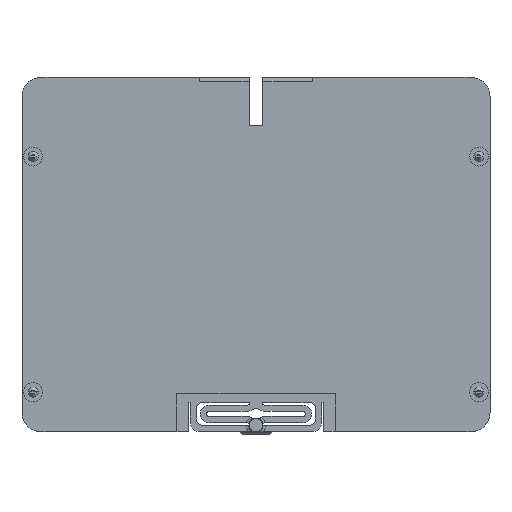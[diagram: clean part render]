
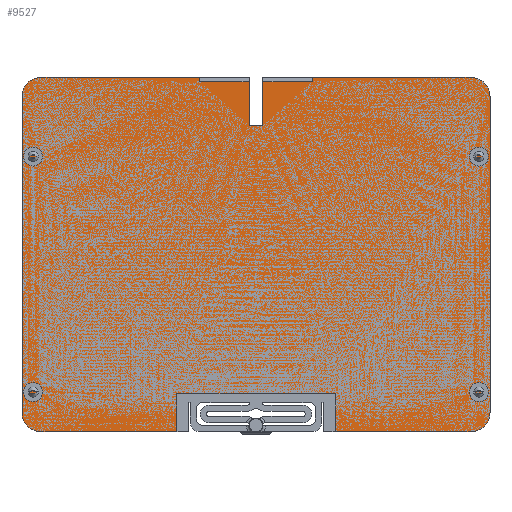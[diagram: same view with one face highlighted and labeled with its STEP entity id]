
A CAD part, top view. The second image highlights one B-rep face of the part: STEP entity #9527.
In plain terms, the highlighted planar face has unit normal (0, 0, 1).
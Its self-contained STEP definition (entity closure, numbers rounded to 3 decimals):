
#9252=CARTESIAN_POINT('',(68.,-36.,4.5));
#9253=VERTEX_POINT('',#9252);
#9254=CARTESIAN_POINT('',(17.783,-36.,4.5));
#9255=VERTEX_POINT('',#9254);
#9256=CARTESIAN_POINT('',(68.,-36.,4.5));
#9257=DIRECTION('',(-1.,-0.,0.));
#9258=VECTOR('',#9257,50.217);
#9259=LINE('',#9256,#9258);
#9260=EDGE_CURVE('',#9253,#9255,#9259,.T.);
#9316=CARTESIAN_POINT('',(2.197,-37.276,4.5));
#9317=VERTEX_POINT('',#9316);
#9324=CARTESIAN_POINT('',(17.783,-37.276,4.5));
#9325=VERTEX_POINT('',#9324);
#9326=CARTESIAN_POINT('',(17.783,-37.276,4.5));
#9327=DIRECTION('',(-1.,-0.,0.));
#9328=VECTOR('',#9327,15.586);
#9329=LINE('',#9326,#9328);
#9330=EDGE_CURVE('',#9325,#9317,#9329,.T.);
#9347=CARTESIAN_POINT('',(-68.,-148.,4.5));
#9348=VERTEX_POINT('',#9347);
#9349=CARTESIAN_POINT('',(-24.992,-148.,4.5));
#9350=VERTEX_POINT('',#9349);
#9351=CARTESIAN_POINT('',(-68.,-148.,4.5));
#9352=DIRECTION('',(1.,0.,0.));
#9353=VECTOR('',#9352,43.008);
#9354=LINE('',#9351,#9353);
#9355=EDGE_CURVE('',#9348,#9350,#9354,.T.);
#9383=CARTESIAN_POINT('',(0.,12.5,4.5));
#9384=DIRECTION('',(0.,0.,1.));
#9385=DIRECTION('',(1.,0.,0.));
#9386=AXIS2_PLACEMENT_3D('',#9383,#9384,#9385);
#9387=PLANE('',#9386);
#9388=CARTESIAN_POINT('',(-74.,-42.,4.5));
#9389=VERTEX_POINT('',#9388);
#9390=CARTESIAN_POINT('',(-74.,-142.,4.5));
#9391=VERTEX_POINT('',#9390);
#9392=CARTESIAN_POINT('',(-74.,-42.,4.5));
#9393=DIRECTION('',(0.,-1.,0.));
#9394=VECTOR('',#9393,100.);
#9395=LINE('',#9392,#9394);
#9396=EDGE_CURVE('',#9389,#9391,#9395,.T.);
#9397=ORIENTED_EDGE('',*,*,#9396,.T.);
#9398=CARTESIAN_POINT('',(-68.,-142.,4.5));
#9399=DIRECTION('',(0.,0.,1.));
#9400=DIRECTION('',(1.,0.,-0.));
#9401=AXIS2_PLACEMENT_3D('',#9398,#9399,#9400);
#9402=CIRCLE('',#9401,6.);
#9403=EDGE_CURVE('',#9391,#9348,#9402,.T.);
#9404=ORIENTED_EDGE('',*,*,#9403,.T.);
#9405=ORIENTED_EDGE('',*,*,#9355,.T.);
#9406=CARTESIAN_POINT('',(-24.992,-136.002,4.5));
#9407=VERTEX_POINT('',#9406);
#9408=CARTESIAN_POINT('',(-24.992,-136.002,4.5));
#9409=DIRECTION('',(0.,-1.,0.));
#9410=VECTOR('',#9409,11.998);
#9411=LINE('',#9408,#9410);
#9412=EDGE_CURVE('',#9407,#9350,#9411,.T.);
#9413=ORIENTED_EDGE('',*,*,#9412,.F.);
#9414=CARTESIAN_POINT('',(25.008,-136.002,4.5));
#9415=VERTEX_POINT('',#9414);
#9416=CARTESIAN_POINT('',(-24.992,-136.002,4.5));
#9417=DIRECTION('',(1.,0.,-0.));
#9418=VECTOR('',#9417,50.);
#9419=LINE('',#9416,#9418);
#9420=EDGE_CURVE('',#9407,#9415,#9419,.T.);
#9421=ORIENTED_EDGE('',*,*,#9420,.T.);
#9422=CARTESIAN_POINT('',(25.008,-148.,4.5));
#9423=VERTEX_POINT('',#9422);
#9424=CARTESIAN_POINT('',(25.008,-136.002,4.5));
#9425=DIRECTION('',(0.,-1.,0.));
#9426=VECTOR('',#9425,11.998);
#9427=LINE('',#9424,#9426);
#9428=EDGE_CURVE('',#9415,#9423,#9427,.T.);
#9429=ORIENTED_EDGE('',*,*,#9428,.T.);
#9430=CARTESIAN_POINT('',(68.,-148.,4.5));
#9431=VERTEX_POINT('',#9430);
#9432=CARTESIAN_POINT('',(25.008,-148.,4.5));
#9433=DIRECTION('',(1.,0.,0.));
#9434=VECTOR('',#9433,42.992);
#9435=LINE('',#9432,#9434);
#9436=EDGE_CURVE('',#9423,#9431,#9435,.T.);
#9437=ORIENTED_EDGE('',*,*,#9436,.T.);
#9438=CARTESIAN_POINT('',(74.,-142.,4.5));
#9439=VERTEX_POINT('',#9438);
#9440=CARTESIAN_POINT('',(68.,-142.,4.5));
#9441=DIRECTION('',(0.,0.,1.));
#9442=DIRECTION('',(1.,0.,-0.));
#9443=AXIS2_PLACEMENT_3D('',#9440,#9441,#9442);
#9444=CIRCLE('',#9443,6.);
#9445=EDGE_CURVE('',#9431,#9439,#9444,.T.);
#9446=ORIENTED_EDGE('',*,*,#9445,.T.);
#9447=CARTESIAN_POINT('',(74.,-42.,4.5));
#9448=VERTEX_POINT('',#9447);
#9449=CARTESIAN_POINT('',(74.,-142.,4.5));
#9450=DIRECTION('',(-0.,1.,0.));
#9451=VECTOR('',#9450,100.);
#9452=LINE('',#9449,#9451);
#9453=EDGE_CURVE('',#9439,#9448,#9452,.T.);
#9454=ORIENTED_EDGE('',*,*,#9453,.T.);
#9455=CARTESIAN_POINT('',(68.,-42.,4.5));
#9456=DIRECTION('',(0.,0.,1.));
#9457=DIRECTION('',(1.,0.,-0.));
#9458=AXIS2_PLACEMENT_3D('',#9455,#9456,#9457);
#9459=CIRCLE('',#9458,6.);
#9460=EDGE_CURVE('',#9448,#9253,#9459,.T.);
#9461=ORIENTED_EDGE('',*,*,#9460,.T.);
#9462=ORIENTED_EDGE('',*,*,#9260,.T.);
#9463=CARTESIAN_POINT('',(17.783,-37.276,4.5));
#9464=DIRECTION('',(0.,1.,0.));
#9465=VECTOR('',#9464,1.276);
#9466=LINE('',#9463,#9465);
#9467=EDGE_CURVE('',#9325,#9255,#9466,.T.);
#9468=ORIENTED_EDGE('',*,*,#9467,.F.);
#9469=ORIENTED_EDGE('',*,*,#9330,.T.);
#9470=CARTESIAN_POINT('',(2.197,-51.1,4.5));
#9471=VERTEX_POINT('',#9470);
#9472=CARTESIAN_POINT('',(2.197,-37.276,4.5));
#9473=DIRECTION('',(0.,-1.,0.));
#9474=VECTOR('',#9473,13.824);
#9475=LINE('',#9472,#9474);
#9476=EDGE_CURVE('',#9317,#9471,#9475,.T.);
#9477=ORIENTED_EDGE('',*,*,#9476,.T.);
#9478=CARTESIAN_POINT('',(-2.203,-51.1,4.5));
#9479=VERTEX_POINT('',#9478);
#9480=CARTESIAN_POINT('',(2.197,-51.1,4.5));
#9481=DIRECTION('',(-1.,-0.,0.));
#9482=VECTOR('',#9481,4.4);
#9483=LINE('',#9480,#9482);
#9484=EDGE_CURVE('',#9471,#9479,#9483,.T.);
#9485=ORIENTED_EDGE('',*,*,#9484,.T.);
#9486=CARTESIAN_POINT('',(-2.203,-37.276,4.5));
#9487=VERTEX_POINT('',#9486);
#9488=CARTESIAN_POINT('',(-2.203,-37.276,4.5));
#9489=DIRECTION('',(0.,-1.,0.));
#9490=VECTOR('',#9489,13.824);
#9491=LINE('',#9488,#9490);
#9492=EDGE_CURVE('',#9487,#9479,#9491,.T.);
#9493=ORIENTED_EDGE('',*,*,#9492,.F.);
#9494=CARTESIAN_POINT('',(-17.783,-37.276,4.5));
#9495=VERTEX_POINT('',#9494);
#9496=CARTESIAN_POINT('',(-2.203,-37.276,4.5));
#9497=DIRECTION('',(-1.,-0.,0.));
#9498=VECTOR('',#9497,15.58);
#9499=LINE('',#9496,#9498);
#9500=EDGE_CURVE('',#9487,#9495,#9499,.T.);
#9501=ORIENTED_EDGE('',*,*,#9500,.T.);
#9502=CARTESIAN_POINT('',(-17.783,-36.,4.5));
#9503=VERTEX_POINT('',#9502);
#9504=CARTESIAN_POINT('',(-17.783,-36.,4.5));
#9505=DIRECTION('',(0.,-1.,0.));
#9506=VECTOR('',#9505,1.276);
#9507=LINE('',#9504,#9506);
#9508=EDGE_CURVE('',#9503,#9495,#9507,.T.);
#9509=ORIENTED_EDGE('',*,*,#9508,.F.);
#9510=CARTESIAN_POINT('',(-68.,-36.,4.5));
#9511=VERTEX_POINT('',#9510);
#9512=CARTESIAN_POINT('',(-17.783,-36.,4.5));
#9513=DIRECTION('',(-1.,-0.,0.));
#9514=VECTOR('',#9513,50.217);
#9515=LINE('',#9512,#9514);
#9516=EDGE_CURVE('',#9503,#9511,#9515,.T.);
#9517=ORIENTED_EDGE('',*,*,#9516,.T.);
#9518=CARTESIAN_POINT('',(-68.,-42.,4.5));
#9519=DIRECTION('',(0.,0.,1.));
#9520=DIRECTION('',(1.,0.,-0.));
#9521=AXIS2_PLACEMENT_3D('',#9518,#9519,#9520);
#9522=CIRCLE('',#9521,6.);
#9523=EDGE_CURVE('',#9511,#9389,#9522,.T.);
#9524=ORIENTED_EDGE('',*,*,#9523,.T.);
#9525=EDGE_LOOP('',(#9397,#9404,#9405,#9413,#9421,#9429,#9437,#9446,#9454,#9461,#9462,#9468,#9469,#9477,#9485,#9493,#9501,#9509,#9517,#9524));
#9526=FACE_BOUND('',#9525,.T.);
#9527=ADVANCED_FACE('',(#9526),#9387,.T.);
